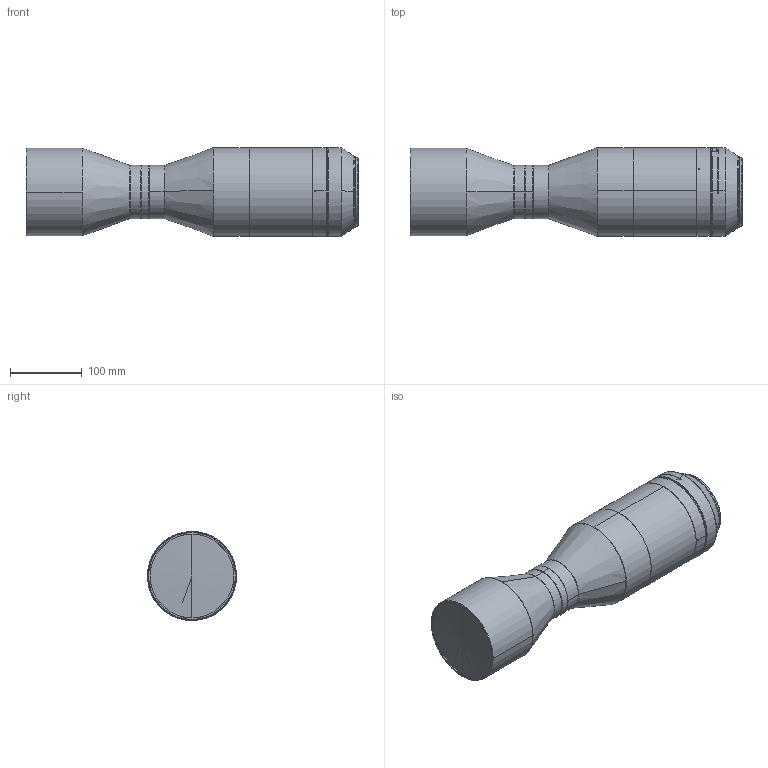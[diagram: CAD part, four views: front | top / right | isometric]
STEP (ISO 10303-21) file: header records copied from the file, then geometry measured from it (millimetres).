
FILE_DESCRIPTION (( 'STEP AP203' ), '1' );
FILE_NAME ('DTCA24K-92-M95-AL.STEP', '2019-08-15T07:37:35', ( '' ), ( '' ), 'SwSTEP 2.0', 'SolidWorks 2017', '' );
FILE_SCHEMA (( 'CONFIG_CONTROL_DESIGN' ));
Length unit declared in the file: millimetre
Products named in the file (1): DTCA24K-92-M95-AL
Bounding box: 462.45 x 123.99 x 123.98 mm (x, y, z)
Volume: 4518081.5 mm3; surface area: 186409.3 mm2
Topology: 1 solids, 1 shells, 117 faces, 282 edges, 174 vertices
Faces by surface type: cone 43, cylinder 43, plane 19, bspline 12
Entity records: 3864 total; most frequent: CARTESIAN_POINT 1072, DIRECTION 605, ORIENTED_EDGE 556, EDGE_CURVE 278, AXIS2_PLACEMENT_3D 251, VERTEX_POINT 174, CIRCLE 145, EDGE_LOOP 128
